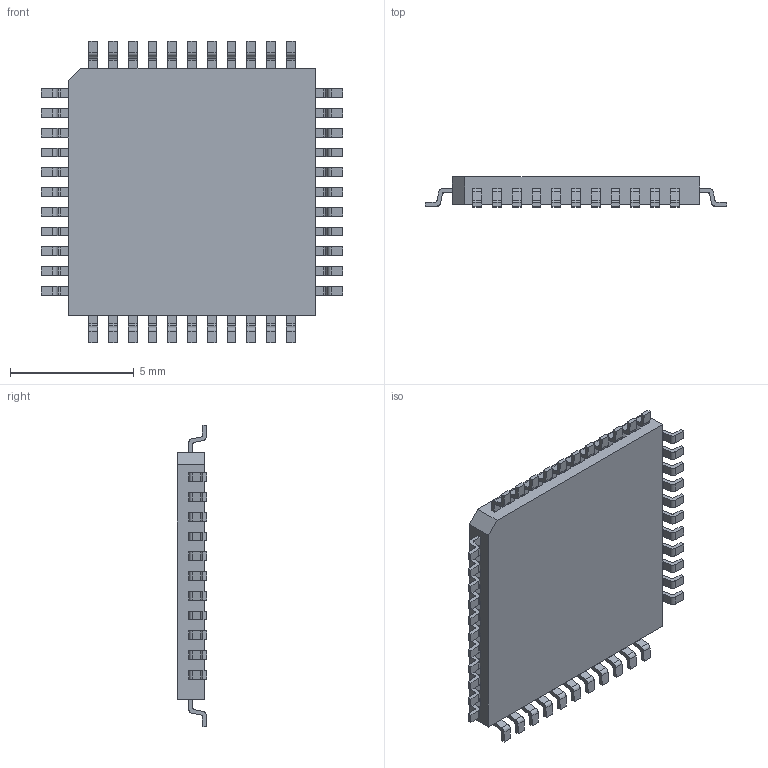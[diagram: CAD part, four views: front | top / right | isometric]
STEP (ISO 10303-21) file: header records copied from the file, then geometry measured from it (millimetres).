
FILE_DESCRIPTION (( 'STEP AP214' ), '1' );
FILE_NAME ('User Library-PQFP44.STEP', '2011-06-14T13:57:39', ( 'sysAdmin' ), ( 'SolidWorks' ), 'SwSTEP 2.0', 'SolidWorks 2011', '' );
FILE_SCHEMA (( 'AUTOMOTIVE_DESIGN' ));
Length unit declared in the file: millimetre
Products named in the file (1): User Library-PQFP44
Bounding box: 12.2 x 1.2 x 12.2 mm (x, y, z)
Volume: 114 mm3; surface area: 319.1 mm2
Topology: 5 solids, 5 shells, 638 faces, 1749 edges, 1166 vertices
Faces by surface type: plane 444, cylinder 194
Entity records: 27269 total; most frequent: CARTESIAN_POINT 3554, ORIENTED_EDGE 3498, DIRECTION 3415, EDGE_CURVE 1749, LINE 1361, VECTOR 1361, VERTEX_POINT 1166, AXIS2_PLACEMENT_3D 1027
